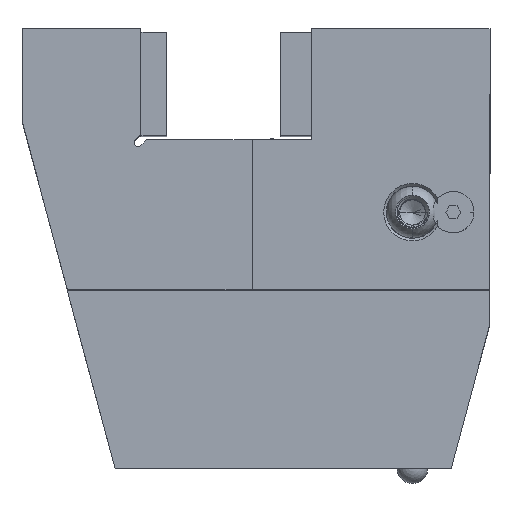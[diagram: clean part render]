
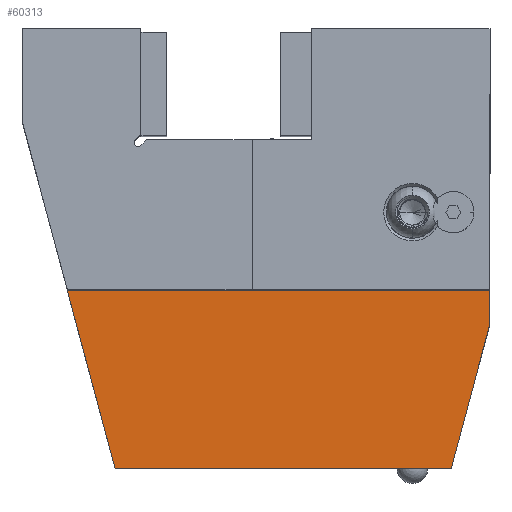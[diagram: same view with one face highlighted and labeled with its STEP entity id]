
A CAD part, top view. The second image highlights one B-rep face of the part: STEP entity #60313.
In plain terms, the highlighted planar face has unit normal (0, 0, 1).
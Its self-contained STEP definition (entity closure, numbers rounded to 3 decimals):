
#2334 = FACE_OUTER_BOUND ( 'NONE', #28028, .T. ) ;
#18422 = VERTEX_POINT ( 'NONE', #83400 ) ;
#18426 = VERTEX_POINT ( 'NONE', #83412 ) ;
#18454 = VERTEX_POINT ( 'NONE', #83379 ) ;
#18483 = VERTEX_POINT ( 'NONE', #83511 ) ;
#18525 = VERTEX_POINT ( 'NONE', #83501 ) ;
#22770 = PLANE ( 'NONE',  #31105 ) ;
#22776 = DIRECTION ( 'NONE',  ( 0., 0., 1. ) ) ;
#22780 = CARTESIAN_POINT ( 'NONE',  ( 0., 22.15, 93. ) ) ;
#22792 = DIRECTION ( 'NONE',  ( 1., 0., 0. ) ) ;
#26902 = EDGE_CURVE ( 'NONE', #18454, #18422, #27335, .T. ) ;
#26907 = EDGE_CURVE ( 'NONE', #18422, #18426, #27330, .T. ) ;
#26928 = EDGE_CURVE ( 'NONE', #18483, #18454, #27398, .T. ) ;
#26929 = EDGE_CURVE ( 'NONE', #18426, #18525, #27414, .T. ) ;
#27006 = EDGE_CURVE ( 'NONE', #18525, #18483, #27439, .T. ) ;
#27330 = LINE ( 'NONE', #79895, #27358 ) ;
#27335 = LINE ( 'NONE', #83652, #27346 ) ;
#27346 = VECTOR ( 'NONE', #83664, 1000. ) ;
#27358 = VECTOR ( 'NONE', #79930, 1000. ) ;
#27386 = VECTOR ( 'NONE', #80264, 1000. ) ;
#27391 = VECTOR ( 'NONE', #80267, 1000. ) ;
#27398 = LINE ( 'NONE', #80270, #27391 ) ;
#27414 = LINE ( 'NONE', #80361, #27386 ) ;
#27439 = LINE ( 'NONE', #45049, #27482 ) ;
#27482 = VECTOR ( 'NONE', #45066, 1000. ) ;
#28028 = EDGE_LOOP ( 'NONE', ( #48028, #48092, #47931, #47937, #48023 ) ) ;
#31105 = AXIS2_PLACEMENT_3D ( 'NONE', #22780, #22776, #22792 ) ;
#45049 = CARTESIAN_POINT ( 'NONE',  ( -82.896, -8., 93. ) ) ;
#45066 = DIRECTION ( 'NONE',  ( 1., 0., 0. ) ) ;
#47931 = ORIENTED_EDGE ( 'NONE', *, *, #26907, .F. ) ;
#47937 = ORIENTED_EDGE ( 'NONE', *, *, #26902, .F. ) ;
#48023 = ORIENTED_EDGE ( 'NONE', *, *, #26928, .F. ) ;
#48028 = ORIENTED_EDGE ( 'NONE', *, *, #27006, .F. ) ;
#48092 = ORIENTED_EDGE ( 'NONE', *, *, #26929, .F. ) ;
#60313 = ADVANCED_FACE ( 'NONE', ( #2334 ), #22770, .T. ) ;
#79895 = CARTESIAN_POINT ( 'NONE',  ( -30., -42.5, 93. ) ) ;
#79930 = DIRECTION ( 'NONE',  ( -1., 0., 0. ) ) ;
#80264 = DIRECTION ( 'NONE',  ( -0.259, 0.966, 0. ) ) ;
#80267 = DIRECTION ( 'NONE',  ( 0., -1., 0. ) ) ;
#80270 = CARTESIAN_POINT ( 'NONE',  ( 42.5, 42.5, 93. ) ) ;
#80361 = CARTESIAN_POINT ( 'NONE',  ( -30., -42.5, 93. ) ) ;
#83379 = CARTESIAN_POINT ( 'NONE',  ( 42.5, -14.51, 93. ) ) ;
#83400 = CARTESIAN_POINT ( 'NONE',  ( 35., -42.5, 93. ) ) ;
#83412 = CARTESIAN_POINT ( 'NONE',  ( -30., -42.5, 93. ) ) ;
#83501 = CARTESIAN_POINT ( 'NONE',  ( -39.244, -8., 93. ) ) ;
#83511 = CARTESIAN_POINT ( 'NONE',  ( 42.5, -8., 93. ) ) ;
#83652 = CARTESIAN_POINT ( 'NONE',  ( 35., -42.5, 93. ) ) ;
#83664 = DIRECTION ( 'NONE',  ( -0.259, -0.966, 0. ) ) ;
